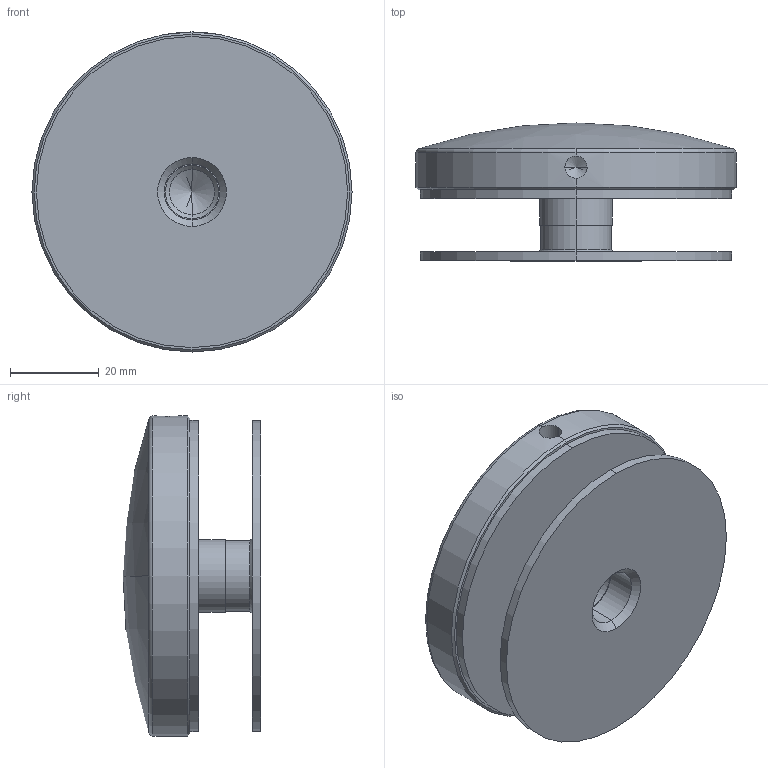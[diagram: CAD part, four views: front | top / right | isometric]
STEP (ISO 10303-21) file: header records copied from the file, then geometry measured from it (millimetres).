
FILE_DESCRIPTION (( 'STEP AP203' ), '1' );
FILE_NAME ('60197-240-OT.STEP', '2020-11-03T09:43:45', ( '' ), ( '' ), 'SwSTEP 2.0', 'SolidWorks 2018', '' );
FILE_SCHEMA (( 'CONFIG_CONTROL_DESIGN' ));
Length unit declared in the file: millimetre
Products named in the file (9): 60197-240-OT Teil4; 60197-240-OT Teil2; 60197-240-OT Teil1; 60197-240-OT; 60197-240-OT Teil4_60197-240-OT Teil4; 60197-240-OT Teil3_60197-240-OT Teil3; 60197-240-OT Teil3; 60197-240-OT Teil2_60197-240-OT Teil2; 60197-240-OT Teil1_60197-240-OT Teil1
Assembly tree (4 placements, depth 2):
  60197-240-OT Teil4
  60197-240-OT Teil2
  60197-240-OT Teil1
  60197-240-OT
    60197-240-OT Teil1_60197-240-OT Teil1
    60197-240-OT Teil2_60197-240-OT Teil2
    60197-240-OT Teil3_60197-240-OT Teil3
    60197-240-OT Teil4_60197-240-OT Teil4
  60197-240-OT Teil3
Bounding box: 72 x 31 x 72 mm (x, y, z)
Volume: 63709.3 mm3; surface area: 27813.3 mm2
Topology: 4 solids, 4 shells, 278 faces, 710 edges, 467 vertices
Faces by surface type: plane 144, bspline 98, cylinder 20, cone 12, torus 2, sphere 2
Entity records: 14891 total; most frequent: CARTESIAN_POINT 7973, ORIENTED_EDGE 1412, DIRECTION 936, EDGE_CURVE 706, VERTEX_POINT 467, VECTOR 452, LINE 452, EDGE_LOOP 315
